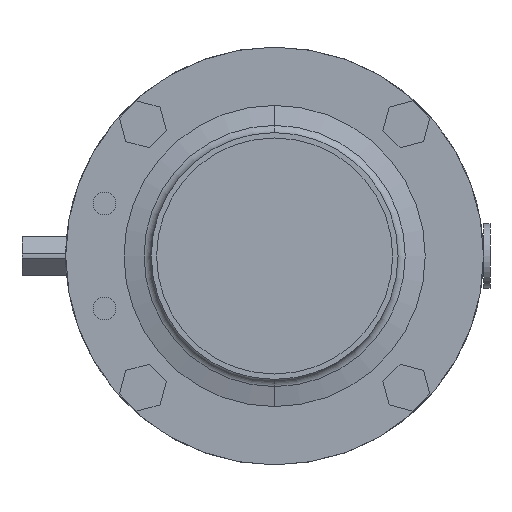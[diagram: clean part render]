
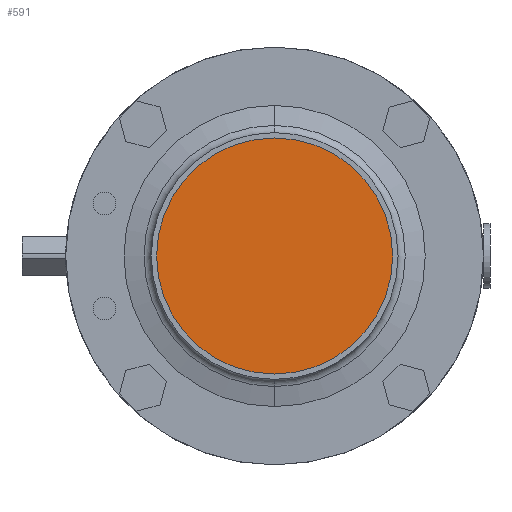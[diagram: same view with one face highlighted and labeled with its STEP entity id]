
A CAD part, left-side view. The second image highlights one B-rep face of the part: STEP entity #591.
In plain terms, the highlighted face is planar.
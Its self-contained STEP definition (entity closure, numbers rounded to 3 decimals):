
#150 = DIRECTION ( 'NONE',  ( -1., 0., 0. ) ) ;
#177 = CARTESIAN_POINT ( 'NONE',  ( 10., 36.45, 0. ) ) ;
#277 = AXIS2_PLACEMENT_3D ( 'NONE', #177, #360, #2163 ) ;
#347 = EDGE_LOOP ( 'NONE', ( #1505, #1398 ) ) ;
#360 = DIRECTION ( 'NONE',  ( -1., 0., 0. ) ) ;
#495 = DIRECTION ( 'NONE',  ( 0., 0., 1. ) ) ;
#556 = VERTEX_POINT ( 'NONE', #1777 ) ;
#591 = ADVANCED_FACE ( 'NONE', ( #664 ), #2154, .F. ) ;
#664 = FACE_OUTER_BOUND ( 'NONE', #347, .T. ) ;
#689 = AXIS2_PLACEMENT_3D ( 'NONE', #1602, #150, #495 ) ;
#766 = CARTESIAN_POINT ( 'NONE',  ( 10., 0., -36.45 ) ) ;
#876 = CIRCLE ( 'NONE', #1108, 36.45 ) ;
#933 = CARTESIAN_POINT ( 'NONE',  ( 10., 0., 0. ) ) ;
#1015 = CIRCLE ( 'NONE', #689, 36.45 ) ;
#1108 = AXIS2_PLACEMENT_3D ( 'NONE', #933, #2190, #1840 ) ;
#1257 = EDGE_CURVE ( 'NONE', #1805, #556, #876, .T. ) ;
#1398 = ORIENTED_EDGE ( 'NONE', *, *, #1257, .F. ) ;
#1505 = ORIENTED_EDGE ( 'NONE', *, *, #1576, .F. ) ;
#1576 = EDGE_CURVE ( 'NONE', #556, #1805, #1015, .T. ) ;
#1602 = CARTESIAN_POINT ( 'NONE',  ( 10., 0., 0. ) ) ;
#1777 = CARTESIAN_POINT ( 'NONE',  ( 10., 0., 36.45 ) ) ;
#1805 = VERTEX_POINT ( 'NONE', #766 ) ;
#1840 = DIRECTION ( 'NONE',  ( 0., 0., 1. ) ) ;
#2154 = PLANE ( 'NONE',  #277 ) ;
#2163 = DIRECTION ( 'NONE',  ( 0., 0., 1. ) ) ;
#2190 = DIRECTION ( 'NONE',  ( -1., 0., 0. ) ) ;
